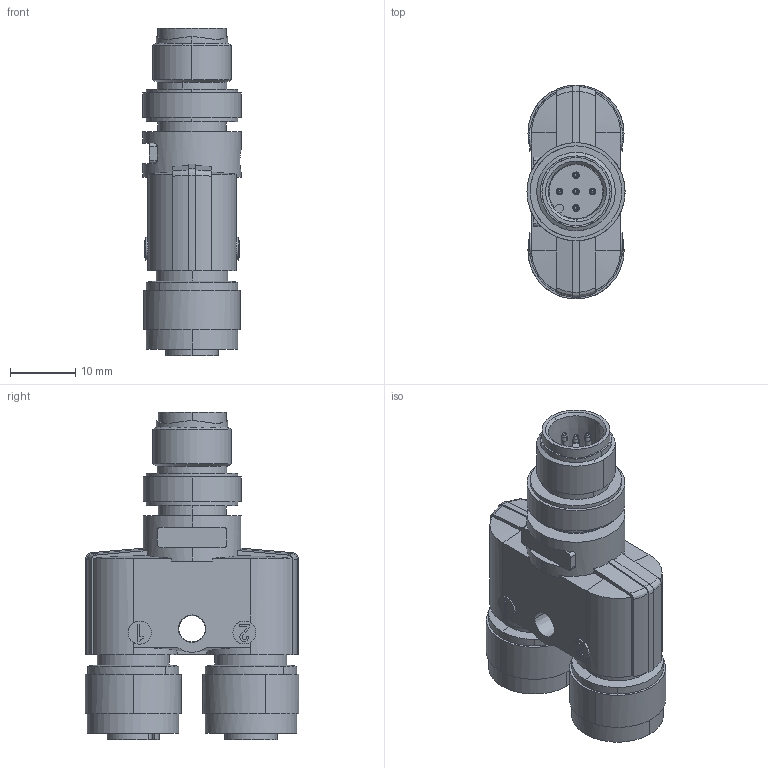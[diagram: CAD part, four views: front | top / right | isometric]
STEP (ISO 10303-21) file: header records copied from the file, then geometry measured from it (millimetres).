
FILE_DESCRIPTION((''),'2;1');
FILE_NAME('DM_CAD1901','2013-12-02T',('creinig-se'),(''),'PRO/ENGINEER BY PARAMETRIC TECHNOLOGY CORPORATION, 2013050','PRO/ENGINEER BY PARAMETRIC TECHNOLOGY CORPORATION, 2013050','');
FILE_SCHEMA(('CONFIG_CONTROL_DESIGN'));
Length unit declared in the file: millimetre
Products named in the file (1): DM_CAD1901
Bounding box: 15 x 32.68 x 50.08 mm (x, y, z)
Volume: 11083 mm3; surface area: 6648.3 mm2
Topology: 1 solids, 1 shells, 428 faces, 1116 edges, 725 vertices
Faces by surface type: plane 207, cylinder 128, cone 67, bspline 16, sphere 10
Entity records: 19353 total; most frequent: CARTESIAN_POINT 3199, ORIENTED_EDGE 2212, DIRECTION 2197, PRESENTATION_STYLE_ASSIGNMENT 1419, STYLED_ITEM 1107, CURVE_STYLE 1106, EDGE_CURVE 1106, AXIS2_PLACEMENT_3D 778
